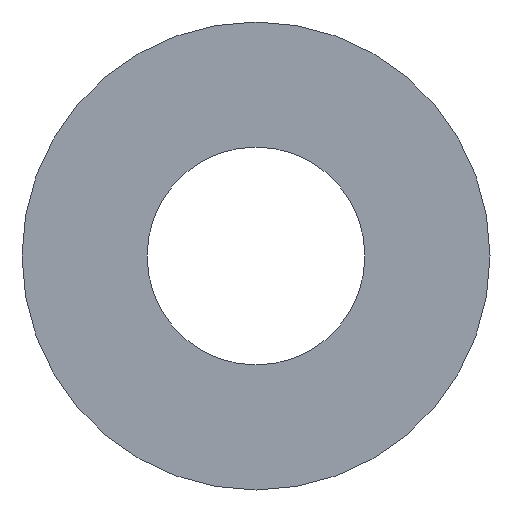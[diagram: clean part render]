
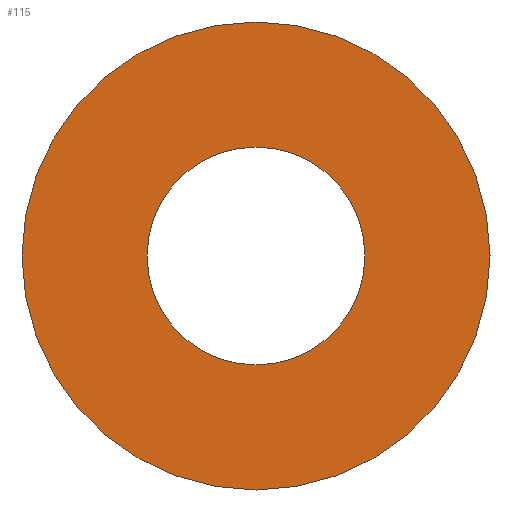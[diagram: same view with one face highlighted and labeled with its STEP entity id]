
A CAD part, front view. The second image highlights one B-rep face of the part: STEP entity #115.
In plain terms, the highlighted planar face has unit normal (0, -1, 0).
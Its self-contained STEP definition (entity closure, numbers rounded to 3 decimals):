
#9 = DIRECTION ( 'NONE',  ( 0., 0., 1. ) ) ;
#10 = DIRECTION ( 'NONE',  ( 0., 1., 0. ) ) ;
#11 = DIRECTION ( 'NONE',  ( 0., 0., 1. ) ) ;
#13 = EDGE_CURVE ( 'NONE', #192, #74, #101, .T. ) ;
#15 = DIRECTION ( 'NONE',  ( 0., 0., 1. ) ) ;
#23 = PLANE ( 'NONE',  #243 ) ;
#28 = FACE_OUTER_BOUND ( 'NONE', #209, .T. ) ;
#29 = CARTESIAN_POINT ( 'NONE',  ( 0., 0., 0. ) ) ;
#32 = DIRECTION ( 'NONE',  ( 0., 1., 0. ) ) ;
#37 = ORIENTED_EDGE ( 'NONE', *, *, #139, .T. ) ;
#56 = AXIS2_PLACEMENT_3D ( 'NONE', #202, #163, #15 ) ;
#58 = EDGE_CURVE ( 'NONE', #117, #97, #135, .T. ) ;
#68 = CARTESIAN_POINT ( 'NONE',  ( 0., 0., 0. ) ) ;
#74 = VERTEX_POINT ( 'NONE', #241 ) ;
#79 = FACE_BOUND ( 'NONE', #217, .T. ) ;
#86 = CARTESIAN_POINT ( 'NONE',  ( 0., 0., -61. ) ) ;
#94 = CIRCLE ( 'NONE', #240, 131. ) ;
#97 = VERTEX_POINT ( 'NONE', #141 ) ;
#101 = CIRCLE ( 'NONE', #187, 61. ) ;
#102 = DIRECTION ( 'NONE',  ( 0., 1., 0. ) ) ;
#115 = ADVANCED_FACE ( 'NONE', ( #28, #79 ), #23, .F. ) ;
#117 = VERTEX_POINT ( 'NONE', #238 ) ;
#120 = AXIS2_PLACEMENT_3D ( 'NONE', #29, #102, #11 ) ;
#126 = CIRCLE ( 'NONE', #56, 61. ) ;
#133 = EDGE_CURVE ( 'NONE', #97, #117, #94, .T. ) ;
#135 = CIRCLE ( 'NONE', #120, 131. ) ;
#139 = EDGE_CURVE ( 'NONE', #74, #192, #126, .T. ) ;
#140 = ORIENTED_EDGE ( 'NONE', *, *, #58, .F. ) ;
#141 = CARTESIAN_POINT ( 'NONE',  ( 0., 0., -131. ) ) ;
#146 = DIRECTION ( 'NONE',  ( 0., 0., 1. ) ) ;
#155 = CARTESIAN_POINT ( 'NONE',  ( 0., 0., 0. ) ) ;
#163 = DIRECTION ( 'NONE',  ( 0., 1., 0. ) ) ;
#166 = ORIENTED_EDGE ( 'NONE', *, *, #13, .T. ) ;
#171 = ORIENTED_EDGE ( 'NONE', *, *, #133, .F. ) ;
#175 = DIRECTION ( 'NONE',  ( 0., 1., 0. ) ) ;
#177 = DIRECTION ( 'NONE',  ( 0., 0., 1. ) ) ;
#187 = AXIS2_PLACEMENT_3D ( 'NONE', #216, #10, #177 ) ;
#192 = VERTEX_POINT ( 'NONE', #86 ) ;
#202 = CARTESIAN_POINT ( 'NONE',  ( 0., 0., 0. ) ) ;
#209 = EDGE_LOOP ( 'NONE', ( #171, #140 ) ) ;
#216 = CARTESIAN_POINT ( 'NONE',  ( 0., 0., 0. ) ) ;
#217 = EDGE_LOOP ( 'NONE', ( #166, #37 ) ) ;
#238 = CARTESIAN_POINT ( 'NONE',  ( 0., 0., 131. ) ) ;
#240 = AXIS2_PLACEMENT_3D ( 'NONE', #68, #32, #146 ) ;
#241 = CARTESIAN_POINT ( 'NONE',  ( 0., 0., 61. ) ) ;
#243 = AXIS2_PLACEMENT_3D ( 'NONE', #155, #175, #9 ) ;
